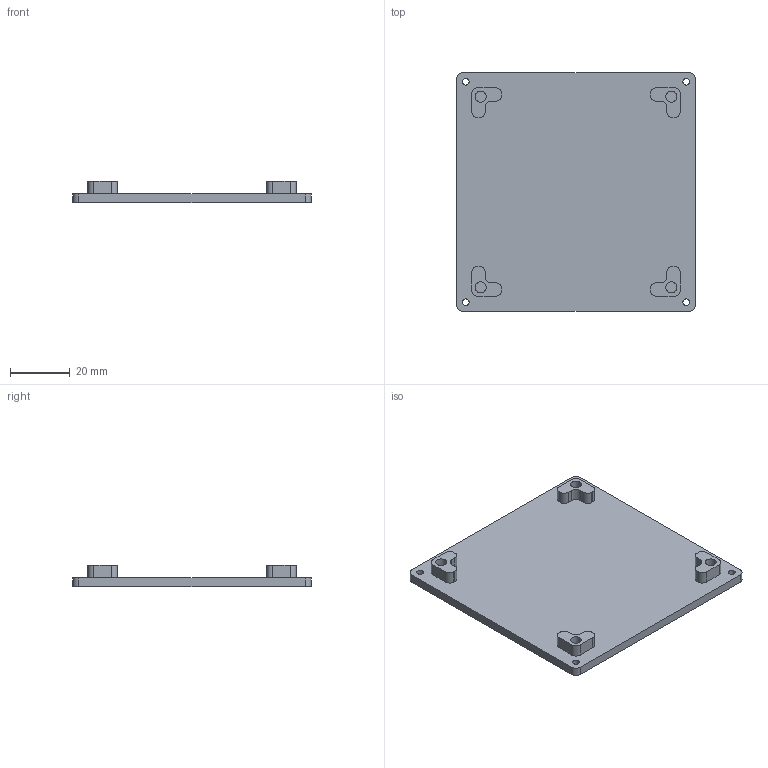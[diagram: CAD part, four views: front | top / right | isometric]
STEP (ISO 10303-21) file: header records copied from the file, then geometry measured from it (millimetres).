
FILE_DESCRIPTION(('FreeCAD Model'),'2;1');
FILE_NAME('Open CASCADE Shape Model','2024-01-27T17:46:36',('Author'),( ''),'Open CASCADE STEP processor 7.6','FreeCAD','Unknown');
FILE_SCHEMA(('AUTOMOTIVE_DESIGN { 1 0 10303 214 1 1 1 1 }'));
Length unit declared in the file: millimetre
Products named in the file (1): bottom
Bounding box: 80 x 80 x 7.2 mm (x, y, z)
Volume: 20077.6 mm3; surface area: 15020.6 mm2
Topology: 5 solids, 5 shells, 74 faces, 192 edges, 128 vertices
Faces by surface type: plane 38, cylinder 36
Full cylindrical faces by diameter (mm): 2.2 x4, 3.7 x4
Entity records: 2370 total; most frequent: DIRECTION 414, CARTESIAN_POINT 395, ORIENTED_EDGE 384, EDGE_CURVE 192, AXIS2_PLACEMENT_3D 147, VERTEX_POINT 128, LINE 120, VECTOR 120
